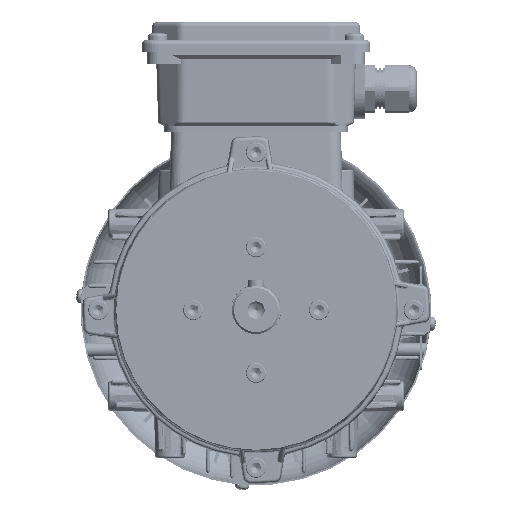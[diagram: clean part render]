
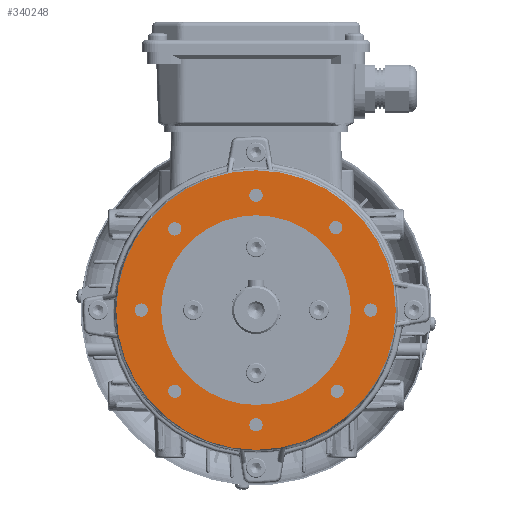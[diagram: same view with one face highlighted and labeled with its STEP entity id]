
A CAD part, left-side view. The second image highlights one B-rep face of the part: STEP entity #340248.
In plain terms, the highlighted face is planar.
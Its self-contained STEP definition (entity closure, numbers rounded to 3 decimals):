
#340126=CARTESIAN_POINT('',(70.0,0.0,15.0));
#340127=VERTEX_POINT('',#340126);
#340128=CARTESIAN_POINT('',(0.0,0.0,15.0));
#340129=DIRECTION('',(0.0,0.0,-1.0));
#340130=DIRECTION('',(1.0,0.0,0.0));
#340131=AXIS2_PLACEMENT_3D('',#340128,#340129,#340130);
#340132=CIRCLE('',#340131,70.0);
#340133=EDGE_CURVE('',#340127,#340127,#340132,.T.);
#340141=CARTESIAN_POINT('',(0.0,0.0,15.0));
#340142=DIRECTION('',(0.0,0.0,-1.0));
#340143=DIRECTION('',(-1.0,0.0,0.0));
#340144=AXIS2_PLACEMENT_3D('',#340141,#340142,#340143);
#340145=PLANE('',#340144);
#340146=ORIENTED_EDGE('',*,*,#340133,.F.);
#340147=EDGE_LOOP('',(#340146));
#340148=FACE_OUTER_BOUND('',#340147,.T.);
#340149=CARTESIAN_POINT('',(0.0,-60.824,15.0));
#340150=VERTEX_POINT('',#340149);
#340151=CARTESIAN_POINT('',(0.0,-57.5,15.0));
#340152=DIRECTION('',(0.0,0.0,-1.0));
#340153=DIRECTION('',(0.0,-1.0,0.0));
#340154=AXIS2_PLACEMENT_3D('',#340151,#340152,#340153);
#340155=CIRCLE('',#340154,3.324);
#340156=EDGE_CURVE('',#340150,#340150,#340155,.T.);
#340157=ORIENTED_EDGE('',*,*,#340156,.T.);
#340158=EDGE_LOOP('',(#340157));
#340159=FACE_BOUND('',#340158,.T.);
#340160=CARTESIAN_POINT('',(40.659,-43.982,15.0));
#340161=VERTEX_POINT('',#340160);
#340162=CARTESIAN_POINT('',(40.659,-40.659,15.0));
#340163=DIRECTION('',(0.0,0.0,-1.0));
#340164=DIRECTION('',(0.0,-1.0,0.0));
#340165=AXIS2_PLACEMENT_3D('',#340162,#340163,#340164);
#340166=CIRCLE('',#340165,3.324);
#340167=EDGE_CURVE('',#340161,#340161,#340166,.T.);
#340168=ORIENTED_EDGE('',*,*,#340167,.T.);
#340169=EDGE_LOOP('',(#340168));
#340170=FACE_BOUND('',#340169,.T.);
#340171=CARTESIAN_POINT('',(57.5,-3.324,15.0));
#340172=VERTEX_POINT('',#340171);
#340173=CARTESIAN_POINT('',(57.5,0.0,15.0));
#340174=DIRECTION('',(0.0,0.0,-1.0));
#340175=DIRECTION('',(0.0,-1.0,0.0));
#340176=AXIS2_PLACEMENT_3D('',#340173,#340174,#340175);
#340177=CIRCLE('',#340176,3.324);
#340178=EDGE_CURVE('',#340172,#340172,#340177,.T.);
#340179=ORIENTED_EDGE('',*,*,#340178,.T.);
#340180=EDGE_LOOP('',(#340179));
#340181=FACE_BOUND('',#340180,.T.);
#340182=CARTESIAN_POINT('',(0.0,54.177,15.0));
#340183=VERTEX_POINT('',#340182);
#340184=CARTESIAN_POINT('',(0.0,57.5,15.0));
#340185=DIRECTION('',(0.0,0.0,-1.0));
#340186=DIRECTION('',(0.0,-1.0,0.0));
#340187=AXIS2_PLACEMENT_3D('',#340184,#340185,#340186);
#340188=CIRCLE('',#340187,3.324);
#340189=EDGE_CURVE('',#340183,#340183,#340188,.T.);
#340190=ORIENTED_EDGE('',*,*,#340189,.T.);
#340191=EDGE_LOOP('',(#340190));
#340192=FACE_BOUND('',#340191,.T.);
#340193=CARTESIAN_POINT('',(40.659,37.335,15.0));
#340194=VERTEX_POINT('',#340193);
#340195=CARTESIAN_POINT('',(40.659,40.659,15.0));
#340196=DIRECTION('',(0.0,0.0,-1.0));
#340197=DIRECTION('',(0.0,-1.0,0.0));
#340198=AXIS2_PLACEMENT_3D('',#340195,#340196,#340197);
#340199=CIRCLE('',#340198,3.324);
#340200=EDGE_CURVE('',#340194,#340194,#340199,.T.);
#340201=ORIENTED_EDGE('',*,*,#340200,.T.);
#340202=EDGE_LOOP('',(#340201));
#340203=FACE_BOUND('',#340202,.T.);
#340204=CARTESIAN_POINT('',(-40.659,37.335,15.0));
#340205=VERTEX_POINT('',#340204);
#340206=CARTESIAN_POINT('',(-40.659,40.659,15.0));
#340207=DIRECTION('',(0.0,0.0,-1.0));
#340208=DIRECTION('',(0.0,-1.0,0.0));
#340209=AXIS2_PLACEMENT_3D('',#340206,#340207,#340208);
#340210=CIRCLE('',#340209,3.324);
#340211=EDGE_CURVE('',#340205,#340205,#340210,.T.);
#340212=ORIENTED_EDGE('',*,*,#340211,.T.);
#340213=EDGE_LOOP('',(#340212));
#340214=FACE_BOUND('',#340213,.T.);
#340215=CARTESIAN_POINT('',(-57.5,-3.324,15.0));
#340216=VERTEX_POINT('',#340215);
#340217=CARTESIAN_POINT('',(-57.5,0.0,15.0));
#340218=DIRECTION('',(0.0,0.0,-1.0));
#340219=DIRECTION('',(0.0,-1.0,0.0));
#340220=AXIS2_PLACEMENT_3D('',#340217,#340218,#340219);
#340221=CIRCLE('',#340220,3.324);
#340222=EDGE_CURVE('',#340216,#340216,#340221,.T.);
#340223=ORIENTED_EDGE('',*,*,#340222,.T.);
#340224=EDGE_LOOP('',(#340223));
#340225=FACE_BOUND('',#340224,.T.);
#340226=CARTESIAN_POINT('',(47.5,0.0,15.0));
#340227=VERTEX_POINT('',#340226);
#340228=CARTESIAN_POINT('',(0.0,0.0,15.0));
#340229=DIRECTION('',(0.0,0.0,-1.0));
#340230=DIRECTION('',(1.0,0.0,0.0));
#340231=AXIS2_PLACEMENT_3D('',#340228,#340229,#340230);
#340232=CIRCLE('',#340231,47.5);
#340233=EDGE_CURVE('',#340227,#340227,#340232,.T.);
#340234=ORIENTED_EDGE('',*,*,#340233,.T.);
#340235=EDGE_LOOP('',(#340234));
#340236=FACE_BOUND('',#340235,.T.);
#340237=CARTESIAN_POINT('',(-40.0,-44.63,15.0));
#340238=VERTEX_POINT('',#340237);
#340239=CARTESIAN_POINT('',(-40.0,-41.307,15.0));
#340240=DIRECTION('',(0.0,0.0,-1.0));
#340241=DIRECTION('',(0.0,-1.0,0.0));
#340242=AXIS2_PLACEMENT_3D('',#340239,#340240,#340241);
#340243=CIRCLE('',#340242,3.324);
#340244=EDGE_CURVE('',#340238,#340238,#340243,.T.);
#340245=ORIENTED_EDGE('',*,*,#340244,.T.);
#340246=EDGE_LOOP('',(#340245));
#340247=FACE_BOUND('',#340246,.T.);
#340248=ADVANCED_FACE('',(#340148,#340159,#340170,#340181,#340192,#340203,#340214,#340225,#340236,#340247),#340145,.F.);
